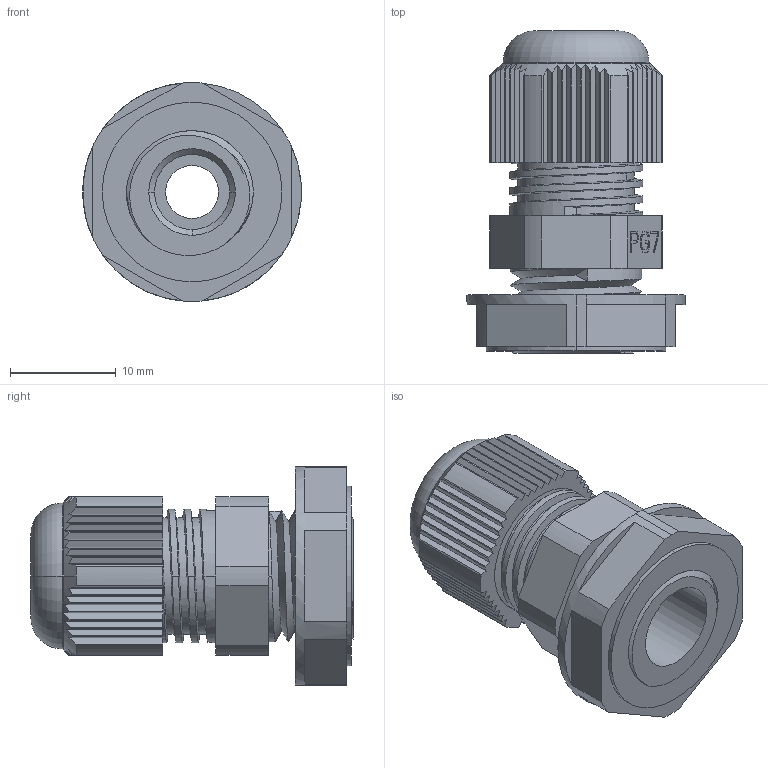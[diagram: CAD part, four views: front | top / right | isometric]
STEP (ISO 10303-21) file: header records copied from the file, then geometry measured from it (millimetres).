
FILE_DESCRIPTION (( 'STEP AP214' ), '1' );
FILE_NAME ('PG7 CABLE GLAND.STEP', '2025-06-09T17:00:56', ( '' ), ( '' ), 'SwSTEP 2.0', 'SolidWorks 2024', '' );
FILE_SCHEMA (( 'AUTOMOTIVE_DESIGN' ));
Length unit declared in the file: millimetre
Products named in the file (1): PG7 CABLE GLAND
Bounding box: 20.68 x 30.5 x 20.7 mm (x, y, z)
Volume: 4236.5 mm3; surface area: 3907.5 mm2
Topology: 1 solids, 1 shells, 426 faces, 1248 edges, 797 vertices
Faces by surface type: plane 307, cylinder 94, bspline 11, cone 10, torus 4
Entity records: 17599 total; most frequent: CARTESIAN_POINT 6473, ORIENTED_EDGE 2496, DIRECTION 2118, EDGE_CURVE 1248, VERTEX_POINT 797, VECTOR 790, LINE 790, AXIS2_PLACEMENT_3D 664
